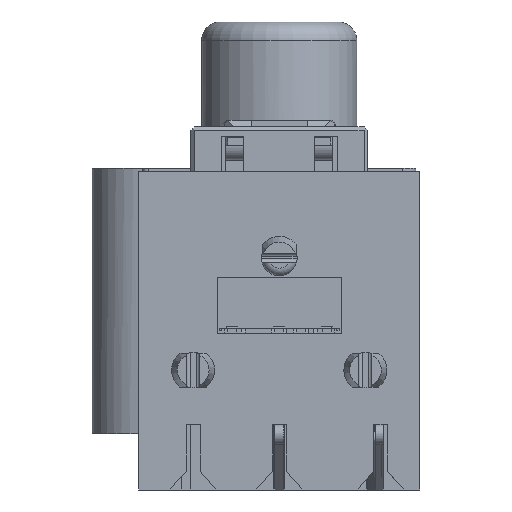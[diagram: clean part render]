
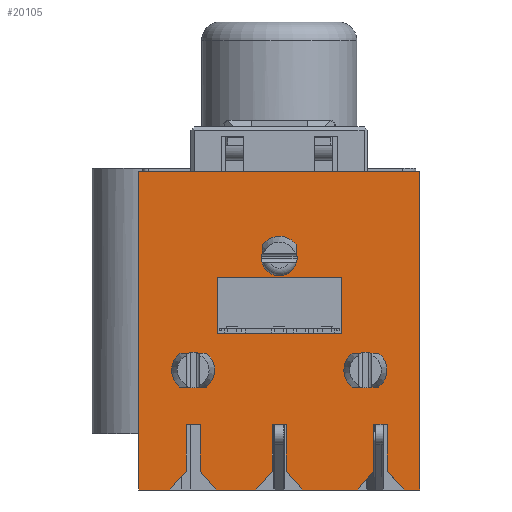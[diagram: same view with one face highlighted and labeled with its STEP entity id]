
A CAD part, front view. The second image highlights one B-rep face of the part: STEP entity #20105.
In plain terms, the highlighted planar face has unit normal (0, -1, 0).
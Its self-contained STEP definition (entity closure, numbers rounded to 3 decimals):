
#484=FACE_BOUND('',#2782,.T.);
#485=FACE_BOUND('',#2783,.T.);
#486=FACE_BOUND('',#2784,.T.);
#487=FACE_BOUND('',#2785,.T.);
#794=CIRCLE('',#21322,0.95);
#795=CIRCLE('',#21324,0.95);
#796=CIRCLE('',#21326,0.95);
#1732=FACE_OUTER_BOUND('',#2781,.T.);
#2781=EDGE_LOOP('',(#17167,#17168,#17169,#17170,#17171,#17172,#17173,#17174,
#17175,#17176,#17177,#17178,#17179,#17180,#17181,#17182,#17183,#17184,#17185,
#17186,#17187,#17188,#17189,#17190,#17191,#17192));
#2782=EDGE_LOOP('',(#17193,#17194,#17195,#17196));
#2783=EDGE_LOOP('',(#17197));
#2784=EDGE_LOOP('',(#17198));
#2785=EDGE_LOOP('',(#17199));
#3117=LINE('',#27038,#5355);
#3165=LINE('',#27192,#5403);
#3337=LINE('',#27868,#5575);
#3342=LINE('',#27877,#5580);
#3359=LINE('',#27916,#5597);
#3494=LINE('',#28281,#5732);
#3495=LINE('',#28284,#5733);
#4743=LINE('',#33088,#6981);
#4748=LINE('',#33099,#6986);
#4751=LINE('',#33105,#6989);
#4770=LINE('',#33147,#7008);
#4774=LINE('',#33154,#7012);
#4777=LINE('',#33160,#7015);
#4779=LINE('',#33166,#7017);
#4782=LINE('',#33171,#7020);
#4786=LINE('',#33178,#7024);
#4789=LINE('',#33184,#7027);
#4830=LINE('',#33278,#7068);
#4833=LINE('',#33282,#7071);
#4868=LINE('',#33351,#7106);
#4873=LINE('',#33364,#7111);
#4995=LINE('',#33616,#7233);
#4997=LINE('',#33619,#7235);
#4998=LINE('',#33621,#7236);
#4999=LINE('',#33624,#7237);
#5000=LINE('',#33625,#7238);
#5001=LINE('',#33627,#7239);
#5002=LINE('',#33629,#7240);
#5003=LINE('',#33631,#7241);
#5004=LINE('',#33632,#7242);
#5355=VECTOR('',#22052,15.);
#5403=VECTOR('',#22122,0.4);
#5575=VECTOR('',#22662,0.125);
#5580=VECTOR('',#22669,0.225);
#5597=VECTOR('',#22696,0.5);
#5732=VECTOR('',#22951,0.125);
#5733=VECTOR('',#22954,0.125);
#6981=VECTOR('',#25692,6.65);
#6986=VECTOR('',#25699,1.312);
#6989=VECTOR('',#25704,2.5);
#7008=VECTOR('',#25741,2.5);
#7012=VECTOR('',#25747,2.5);
#7015=VECTOR('',#25752,1.312);
#7017=VECTOR('',#25756,1.329);
#7020=VECTOR('',#25761,2.5);
#7024=VECTOR('',#25767,2.5);
#7027=VECTOR('',#25772,1.329);
#7068=VECTOR('',#25865,2.925);
#7071=VECTOR('',#25870,2.125);
#7106=VECTOR('',#25921,1.345);
#7111=VECTOR('',#25940,0.75);
#7233=VECTOR('',#26184,6.65);
#7235=VECTOR('',#26188,3.);
#7236=VECTOR('',#26191,3.);
#7237=VECTOR('',#26194,0.825);
#7238=VECTOR('',#26195,17.);
#7239=VECTOR('',#26196,17.);
#7240=VECTOR('',#26197,1.625);
#7241=VECTOR('',#26198,1.345);
#7242=VECTOR('',#26199,2.5);
#7539=VERTEX_POINT('',#27035);
#7540=VERTEX_POINT('',#27037);
#7590=VERTEX_POINT('',#27190);
#7591=VERTEX_POINT('',#27191);
#7775=VERTEX_POINT('',#27867);
#7778=VERTEX_POINT('',#27875);
#7794=VERTEX_POINT('',#27914);
#7795=VERTEX_POINT('',#27915);
#7890=VERTEX_POINT('',#28279);
#7891=VERTEX_POINT('',#28283);
#8920=VERTEX_POINT('',#33086);
#8921=VERTEX_POINT('',#33087);
#8924=VERTEX_POINT('',#33095);
#8926=VERTEX_POINT('',#33098);
#8928=VERTEX_POINT('',#33104);
#8941=VERTEX_POINT('',#33144);
#8944=VERTEX_POINT('',#33151);
#8946=VERTEX_POINT('',#33157);
#8947=VERTEX_POINT('',#33162);
#8949=VERTEX_POINT('',#33165);
#8952=VERTEX_POINT('',#33175);
#8954=VERTEX_POINT('',#33181);
#8955=VERTEX_POINT('',#33186);
#8956=VERTEX_POINT('',#33189);
#8957=VERTEX_POINT('',#33192);
#9007=VERTEX_POINT('',#33349);
#9008=VERTEX_POINT('',#33363);
#9068=VERTEX_POINT('',#33613);
#9069=VERTEX_POINT('',#33615);
#9070=VERTEX_POINT('',#33623);
#9071=VERTEX_POINT('',#33626);
#9072=VERTEX_POINT('',#33628);
#9073=VERTEX_POINT('',#33630);
#9448=EDGE_CURVE('',#7539,#7540,#3117,.T.);
#9503=EDGE_CURVE('',#7590,#7591,#3165,.T.);
#9788=EDGE_CURVE('',#7591,#7775,#3337,.T.);
#9793=EDGE_CURVE('',#7778,#7590,#3342,.T.);
#9810=EDGE_CURVE('',#7794,#7795,#3359,.T.);
#9961=EDGE_CURVE('',#7890,#7794,#3494,.T.);
#9962=EDGE_CURVE('',#7795,#7891,#3495,.T.);
#11533=EDGE_CURVE('',#8920,#8921,#4743,.T.);
#11538=EDGE_CURVE('',#8926,#8924,#4748,.T.);
#11541=EDGE_CURVE('',#8928,#8926,#4751,.T.);
#11562=EDGE_CURVE('',#7778,#8941,#4770,.T.);
#11566=EDGE_CURVE('',#8944,#7775,#4774,.T.);
#11569=EDGE_CURVE('',#8946,#8944,#4777,.T.);
#11571=EDGE_CURVE('',#8949,#8947,#4779,.T.);
#11574=EDGE_CURVE('',#7890,#8949,#4782,.T.);
#11578=EDGE_CURVE('',#8952,#7891,#4786,.T.);
#11581=EDGE_CURVE('',#8954,#8952,#4789,.T.);
#11582=EDGE_CURVE('',#8955,#8955,#794,.T.);
#11583=EDGE_CURVE('',#8956,#8956,#795,.T.);
#11584=EDGE_CURVE('',#8957,#8957,#796,.T.);
#11628=EDGE_CURVE('',#8947,#8946,#4830,.T.);
#11631=EDGE_CURVE('',#8924,#8954,#4833,.T.);
#11666=EDGE_CURVE('',#8941,#9007,#4868,.T.);
#11673=EDGE_CURVE('',#8928,#9008,#4873,.T.);
#11799=EDGE_CURVE('',#9069,#9068,#4995,.T.);
#11801=EDGE_CURVE('',#8921,#9069,#4997,.T.);
#11802=EDGE_CURVE('',#9068,#8920,#4998,.T.);
#11803=EDGE_CURVE('',#9007,#9070,#4999,.T.);
#11804=EDGE_CURVE('',#9070,#7540,#5000,.T.);
#11805=EDGE_CURVE('',#7539,#9071,#5001,.T.);
#11806=EDGE_CURVE('',#9071,#9072,#5002,.T.);
#11807=EDGE_CURVE('',#9072,#9073,#5003,.T.);
#11808=EDGE_CURVE('',#9073,#9008,#5004,.T.);
#17167=ORIENTED_EDGE('',*,*,#11538,.T.);
#17168=ORIENTED_EDGE('',*,*,#11631,.T.);
#17169=ORIENTED_EDGE('',*,*,#11581,.T.);
#17170=ORIENTED_EDGE('',*,*,#11578,.T.);
#17171=ORIENTED_EDGE('',*,*,#9962,.F.);
#17172=ORIENTED_EDGE('',*,*,#9810,.F.);
#17173=ORIENTED_EDGE('',*,*,#9961,.F.);
#17174=ORIENTED_EDGE('',*,*,#11574,.T.);
#17175=ORIENTED_EDGE('',*,*,#11571,.T.);
#17176=ORIENTED_EDGE('',*,*,#11628,.T.);
#17177=ORIENTED_EDGE('',*,*,#11569,.T.);
#17178=ORIENTED_EDGE('',*,*,#11566,.T.);
#17179=ORIENTED_EDGE('',*,*,#9788,.F.);
#17180=ORIENTED_EDGE('',*,*,#9503,.F.);
#17181=ORIENTED_EDGE('',*,*,#9793,.F.);
#17182=ORIENTED_EDGE('',*,*,#11562,.T.);
#17183=ORIENTED_EDGE('',*,*,#11666,.T.);
#17184=ORIENTED_EDGE('',*,*,#11803,.T.);
#17185=ORIENTED_EDGE('',*,*,#11804,.T.);
#17186=ORIENTED_EDGE('',*,*,#9448,.F.);
#17187=ORIENTED_EDGE('',*,*,#11805,.T.);
#17188=ORIENTED_EDGE('',*,*,#11806,.T.);
#17189=ORIENTED_EDGE('',*,*,#11807,.T.);
#17190=ORIENTED_EDGE('',*,*,#11808,.T.);
#17191=ORIENTED_EDGE('',*,*,#11673,.F.);
#17192=ORIENTED_EDGE('',*,*,#11541,.T.);
#17193=ORIENTED_EDGE('',*,*,#11801,.T.);
#17194=ORIENTED_EDGE('',*,*,#11799,.T.);
#17195=ORIENTED_EDGE('',*,*,#11802,.T.);
#17196=ORIENTED_EDGE('',*,*,#11533,.T.);
#17197=ORIENTED_EDGE('',*,*,#11582,.T.);
#17198=ORIENTED_EDGE('',*,*,#11583,.T.);
#17199=ORIENTED_EDGE('',*,*,#11584,.T.);
#18194=PLANE('',#21426);
#20105=ADVANCED_FACE('',(#1732,#484,#485,#486,#487),#18194,.T.);
#21322=AXIS2_PLACEMENT_3D('',#33187,#25775,#25776);
#21324=AXIS2_PLACEMENT_3D('',#33190,#25779,#25780);
#21326=AXIS2_PLACEMENT_3D('',#33193,#25783,#25784);
#21426=AXIS2_PLACEMENT_3D('',#33622,#26192,#26193);
#22052=DIRECTION('',(1.,0.,0.));
#22122=DIRECTION('',(-1.,0.,0.));
#22662=DIRECTION('',(-1.,0.,0.));
#22669=DIRECTION('',(-1.,0.,0.));
#22696=DIRECTION('',(-1.,0.,0.));
#22951=DIRECTION('',(-1.,0.,0.));
#22954=DIRECTION('',(-1.,0.,0.));
#25692=DIRECTION('',(1.,0.,0.));
#25699=DIRECTION('',(0.648,0.,-0.762));
#25704=DIRECTION('',(0.,0.,-1.));
#25741=DIRECTION('',(0.,0.,-1.));
#25747=DIRECTION('',(0.,0.,1.));
#25752=DIRECTION('',(0.648,0.,0.762));
#25756=DIRECTION('',(0.659,0.,-0.753));
#25761=DIRECTION('',(0.,0.,-1.));
#25767=DIRECTION('',(0.,0.,1.));
#25772=DIRECTION('',(0.659,0.,0.753));
#25775=DIRECTION('center_axis',(0.,1.,0.));
#25776=DIRECTION('ref_axis',(-1.,0.,0.));
#25779=DIRECTION('center_axis',(0.,1.,0.));
#25780=DIRECTION('ref_axis',(-1.,0.,0.));
#25783=DIRECTION('center_axis',(0.,1.,0.));
#25784=DIRECTION('ref_axis',(-0.965,0.,-0.263));
#25865=DIRECTION('',(1.,0.,0.));
#25870=DIRECTION('',(1.,0.,0.));
#25921=DIRECTION('',(0.669,0.,-0.743));
#25940=DIRECTION('',(-1.,0.,0.));
#26184=DIRECTION('',(-1.,0.,0.));
#26188=DIRECTION('',(0.,0.,-1.));
#26191=DIRECTION('',(0.,0.,1.));
#26192=DIRECTION('center_axis',(0.,-1.,0.));
#26193=DIRECTION('ref_axis',(0.,0.,-1.));
#26194=DIRECTION('',(1.,0.,0.));
#26195=DIRECTION('',(0.,0.,1.));
#26196=DIRECTION('',(0.,0.,-1.));
#26197=DIRECTION('',(1.,0.,0.));
#26198=DIRECTION('',(0.669,0.,0.743));
#26199=DIRECTION('',(0.,0.,1.));
#27035=CARTESIAN_POINT('',(-7.5,-14.5,17.));
#27037=CARTESIAN_POINT('',(7.5,-14.5,17.));
#27038=CARTESIAN_POINT('',(-7.5,-14.5,17.));
#27190=CARTESIAN_POINT('',(5.55,-14.5,3.5));
#27191=CARTESIAN_POINT('',(5.15,-14.5,3.5));
#27192=CARTESIAN_POINT('',(5.775,-14.5,3.5));
#27867=CARTESIAN_POINT('',(5.025,-14.5,3.5));
#27868=CARTESIAN_POINT('',(5.775,-14.5,3.5));
#27875=CARTESIAN_POINT('',(5.775,-14.5,3.5));
#27877=CARTESIAN_POINT('',(5.775,-14.5,3.5));
#27914=CARTESIAN_POINT('',(0.25,-14.5,3.5));
#27915=CARTESIAN_POINT('',(-0.25,-14.5,3.5));
#27916=CARTESIAN_POINT('',(0.375,-14.5,3.5));
#28279=CARTESIAN_POINT('',(0.375,-14.5,3.5));
#28281=CARTESIAN_POINT('',(0.375,-14.5,3.5));
#28283=CARTESIAN_POINT('',(-0.375,-14.5,3.5));
#28284=CARTESIAN_POINT('',(0.375,-14.5,3.5));
#33086=CARTESIAN_POINT('',(-3.325,-14.5,11.375));
#33087=CARTESIAN_POINT('',(3.325,-14.5,11.375));
#33088=CARTESIAN_POINT('',(-3.325,-14.5,11.375));
#33095=CARTESIAN_POINT('',(-3.375,-14.5,0.));
#33098=CARTESIAN_POINT('',(-4.225,-14.5,1.));
#33099=CARTESIAN_POINT('',(-4.225,-14.5,1.));
#33104=CARTESIAN_POINT('',(-4.225,-14.5,3.5));
#33105=CARTESIAN_POINT('',(-4.225,-14.5,3.5));
#33144=CARTESIAN_POINT('',(5.775,-14.5,1.));
#33147=CARTESIAN_POINT('',(5.775,-14.5,3.5));
#33151=CARTESIAN_POINT('',(5.025,-14.5,1.));
#33154=CARTESIAN_POINT('',(5.025,-14.5,1.));
#33157=CARTESIAN_POINT('',(4.175,-14.5,0.));
#33160=CARTESIAN_POINT('',(4.175,-14.5,0.));
#33162=CARTESIAN_POINT('',(1.25,-14.5,0.));
#33165=CARTESIAN_POINT('',(0.375,-14.5,1.));
#33166=CARTESIAN_POINT('',(0.375,-14.5,1.));
#33171=CARTESIAN_POINT('',(0.375,-14.5,3.5));
#33175=CARTESIAN_POINT('',(-0.375,-14.5,1.));
#33178=CARTESIAN_POINT('',(-0.375,-14.5,1.));
#33181=CARTESIAN_POINT('',(-1.25,-14.5,0.));
#33184=CARTESIAN_POINT('',(-1.25,-14.5,0.));
#33186=CARTESIAN_POINT('',(3.65,-14.5,6.4));
#33187=CARTESIAN_POINT('Origin',(4.6,-14.5,6.4));
#33189=CARTESIAN_POINT('',(-5.55,-14.5,6.4));
#33190=CARTESIAN_POINT('Origin',(-4.6,-14.5,6.4));
#33192=CARTESIAN_POINT('',(-0.917,-14.5,12.15));
#33193=CARTESIAN_POINT('Origin',(0.,-14.5,12.4));
#33278=CARTESIAN_POINT('',(1.25,-14.5,0.));
#33282=CARTESIAN_POINT('',(-3.375,-14.5,0.));
#33349=CARTESIAN_POINT('',(6.675,-14.5,0.));
#33351=CARTESIAN_POINT('',(5.775,-14.5,1.));
#33363=CARTESIAN_POINT('',(-4.975,-14.5,3.5));
#33364=CARTESIAN_POINT('',(-4.225,-14.5,3.5));
#33613=CARTESIAN_POINT('',(-3.325,-14.5,8.375));
#33615=CARTESIAN_POINT('',(3.325,-14.5,8.375));
#33616=CARTESIAN_POINT('',(3.325,-14.5,8.375));
#33619=CARTESIAN_POINT('',(3.325,-14.5,11.375));
#33621=CARTESIAN_POINT('',(-3.325,-14.5,8.375));
#33622=CARTESIAN_POINT('Origin',(0.,-14.5,-0.34));
#33623=CARTESIAN_POINT('',(7.5,-14.5,0.));
#33624=CARTESIAN_POINT('',(6.675,-14.5,0.));
#33625=CARTESIAN_POINT('',(7.5,-14.5,0.));
#33626=CARTESIAN_POINT('',(-7.5,-14.5,0.));
#33627=CARTESIAN_POINT('',(-7.5,-14.5,17.));
#33628=CARTESIAN_POINT('',(-5.875,-14.5,0.));
#33629=CARTESIAN_POINT('',(-7.5,-14.5,0.));
#33630=CARTESIAN_POINT('',(-4.975,-14.5,1.));
#33631=CARTESIAN_POINT('',(-5.875,-14.5,0.));
#33632=CARTESIAN_POINT('',(-4.975,-14.5,1.));
